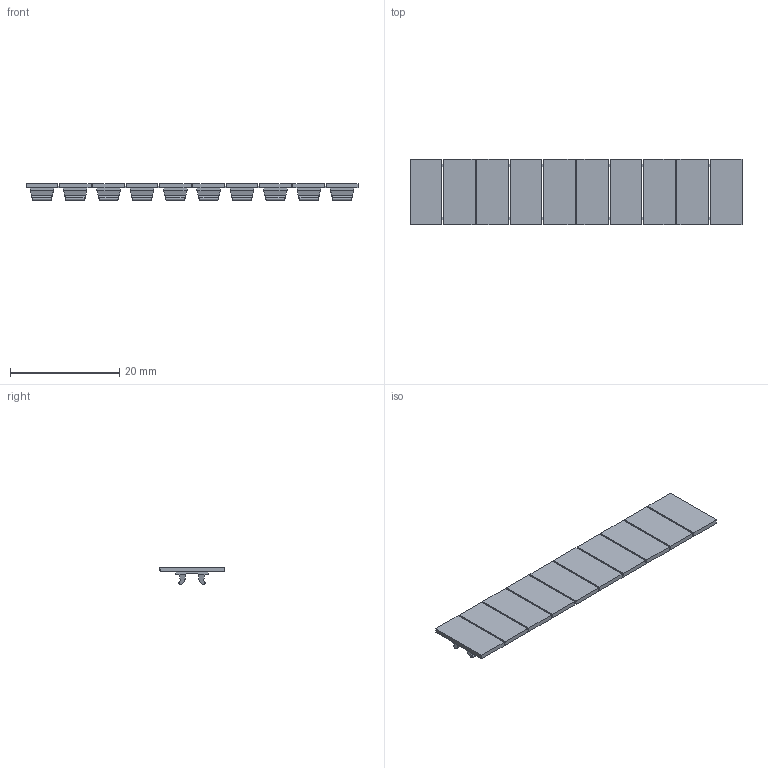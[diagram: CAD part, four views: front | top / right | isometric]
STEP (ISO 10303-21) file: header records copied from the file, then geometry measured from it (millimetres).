
FILE_DESCRIPTION(/* description */ (''),/* implementation_level */ '2;1');
FILE_NAME(/* name */ 'bstr6_12.stp',/* time_stamp */ '2012-01-18T09:34:43+01:00',/* author */ (''),/* organization */ (''),/* preprocessor_version */ 'ST-DEVELOPER v11',/* originating_system */ 'SIEMENS UGS NX 6.0',/* authorisation */ '');
FILE_SCHEMA (('CONFIG_CONTROL_DESIGN'));
Length unit declared in the file: millimetre
Products named in the file (1): bstr6_12
Bounding box: 60.7 x 11.9 x 3.1 mm (x, y, z)
Volume: 783.8 mm3; surface area: 2054.9 mm2
Topology: 1 solids, 1 shells, 422 faces, 1136 edges, 744 vertices
Faces by surface type: plane 362, extrusion 30, cylinder 30
Entity records: 13902 total; most frequent: CARTESIAN_POINT 3213, ORIENTED_EDGE 2272, DIRECTION 1992, EDGE_CURVE 1136, VECTOR 1026, LINE 996, VERTEX_POINT 744, AXIS2_PLACEMENT_3D 483
